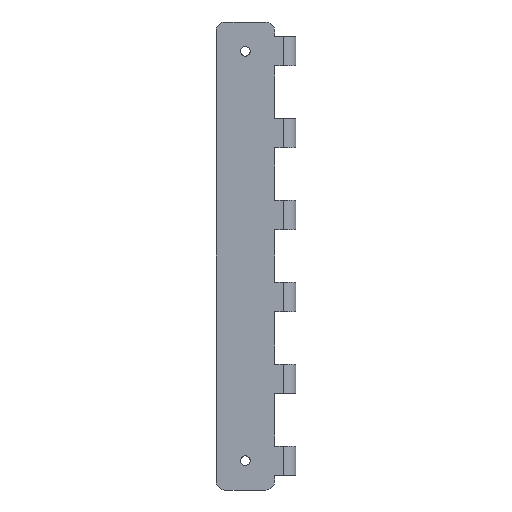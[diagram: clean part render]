
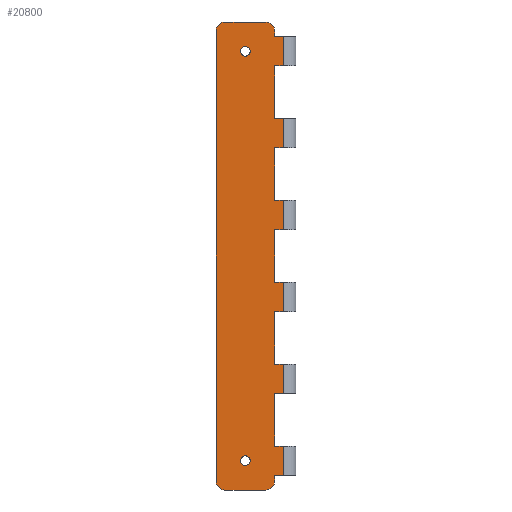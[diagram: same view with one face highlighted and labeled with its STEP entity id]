
A CAD part, left-side view. The second image highlights one B-rep face of the part: STEP entity #20800.
In plain terms, the highlighted planar face has unit normal (-1, 0, 0).
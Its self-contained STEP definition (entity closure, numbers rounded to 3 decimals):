
#480=CARTESIAN_POINT('',(0.,11.,-336.));
#490=DIRECTION('',(0.,0.,-1.));
#500=VECTOR('',#490,1.);
#510=LINE('',#480,#500);
#520=CARTESIAN_POINT('',(0.,11.,-318.5));
#530=VERTEX_POINT('',#520);
#540=CARTESIAN_POINT('',(0.,11.,-321.5));
#550=VERTEX_POINT('',#540);
#560=EDGE_CURVE('',#530,#550,#510,.T.);
#1360=CARTESIAN_POINT('',(0.,6.5,-276.5));
#1370=VERTEX_POINT('',#1360);
#1400=CARTESIAN_POINT('',(0.,6.5,-294.));
#1410=DIRECTION('',(0.,0.,1.));
#1420=VECTOR('',#1410,1.);
#1430=LINE('',#1400,#1420);
#1440=CARTESIAN_POINT('',(0.,6.5,-261.5));
#1450=VERTEX_POINT('',#1440);
#1460=EDGE_CURVE('',#1370,#1450,#1430,.T.);
#1630=CARTESIAN_POINT('',(0.,36.5,-321.5));
#1640=DIRECTION('',(-1.,0.,0.));
#1650=DIRECTION('',(0.,1.,0.));
#1660=AXIS2_PLACEMENT_3D('',#1630,#1640,#1650);
#1670=CIRCLE('',#1660,4.5);
#1680=CARTESIAN_POINT('',(0.,41.,-321.5));
#1690=VERTEX_POINT('',#1680);
#1700=CARTESIAN_POINT('',(0.,36.5,-326.));
#1710=VERTEX_POINT('',#1700);
#1720=EDGE_CURVE('',#1690,#1710,#1670,.T.);
#2090=CARTESIAN_POINT('',(0.,11.,-303.5));
#2100=VERTEX_POINT('',#2090);
#2150=CARTESIAN_POINT('',(0.,11.,-294.));
#2160=DIRECTION('',(0.,0.,-1.));
#2170=VECTOR('',#2160,1.);
#2180=LINE('',#2150,#2170);
#2190=CARTESIAN_POINT('',(0.,11.,-276.5));
#2200=VERTEX_POINT('',#2190);
#2210=EDGE_CURVE('',#2200,#2100,#2180,.T.);
#2460=CARTESIAN_POINT('',(0.,0.,-326.));
#2470=DIRECTION('',(0.,1.,0.));
#2480=VECTOR('',#2470,1.);
#2490=LINE('',#2460,#2480);
#2500=CARTESIAN_POINT('',(0.,15.5,-326.));
#2510=VERTEX_POINT('',#2500);
#2520=EDGE_CURVE('',#2510,#1710,#2490,.T.);
#2840=CARTESIAN_POINT('',(0.,15.5,-321.5));
#2850=DIRECTION('',(1.,0.,0.));
#2860=DIRECTION('',(0.,-1.,0.));
#2870=AXIS2_PLACEMENT_3D('',#2840,#2850,#2860);
#2880=CIRCLE('',#2870,4.5);
#2890=EDGE_CURVE('',#550,#2510,#2880,.T.);
#3040=CARTESIAN_POINT('',(0.,26.,-313.5));
#3050=VERTEX_POINT('',#3040);
#3230=CARTESIAN_POINT('',(0.,26.,-308.5));
#3240=VERTEX_POINT('',#3230);
#3270=CARTESIAN_POINT('',(0.,26.,-311.));
#3280=DIRECTION('',(1.,0.,0.));
#3290=DIRECTION('',(0.,0.,-1.));
#3300=AXIS2_PLACEMENT_3D('',#3270,#3280,#3290);
#3310=CIRCLE('',#3300,2.5);
#3320=EDGE_CURVE('',#3240,#3050,#3310,.T.);
#3570=CARTESIAN_POINT('',(0.,6.5,-234.5));
#3580=VERTEX_POINT('',#3570);
#3610=CARTESIAN_POINT('',(0.,6.5,-252.));
#3620=DIRECTION('',(0.,0.,1.));
#3630=VECTOR('',#3620,1.);
#3640=LINE('',#3610,#3630);
#3650=CARTESIAN_POINT('',(0.,6.5,-219.5));
#3660=VERTEX_POINT('',#3650);
#3670=EDGE_CURVE('',#3580,#3660,#3640,.T.);
#3990=CARTESIAN_POINT('',(0.,6.5,-318.5));
#4000=VERTEX_POINT('',#3990);
#4030=CARTESIAN_POINT('',(0.,6.5,-336.));
#4040=DIRECTION('',(0.,0.,1.));
#4050=VECTOR('',#4040,1.);
#4060=LINE('',#4030,#4050);
#4070=CARTESIAN_POINT('',(0.,6.5,-303.5));
#4080=VERTEX_POINT('',#4070);
#4090=EDGE_CURVE('',#4000,#4080,#4060,.T.);
#7270=CARTESIAN_POINT('',(0.,11.,-234.5));
#7280=VERTEX_POINT('',#7270);
#7310=CARTESIAN_POINT('',(0.,0.,-234.5));
#7320=DIRECTION('',(0.,1.,0.));
#7330=VECTOR('',#7320,1.);
#7340=LINE('',#7310,#7330);
#7350=EDGE_CURVE('',#3580,#7280,#7340,.T.);
#7640=CARTESIAN_POINT('',(0.,11.,-261.5));
#7650=VERTEX_POINT('',#7640);
#7680=CARTESIAN_POINT('',(0.,11.,-252.));
#7690=DIRECTION('',(0.,0.,-1.));
#7700=VECTOR('',#7690,1.);
#7710=LINE('',#7680,#7700);
#7720=EDGE_CURVE('',#7280,#7650,#7710,.T.);
#8950=CARTESIAN_POINT('',(0.,0.,-219.5));
#8960=DIRECTION('',(0.,-1.,0.));
#8970=VECTOR('',#8960,1.);
#8980=LINE('',#8950,#8970);
#8990=CARTESIAN_POINT('',(0.,11.,-219.5));
#9000=VERTEX_POINT('',#8990);
#9010=EDGE_CURVE('',#9000,#3660,#8980,.T.);
#9820=CARTESIAN_POINT('',(0.,0.,-318.5));
#9830=DIRECTION('',(0.,1.,0.));
#9840=VECTOR('',#9830,1.);
#9850=LINE('',#9820,#9840);
#9860=EDGE_CURVE('',#4000,#530,#9850,.T.);
#10420=CARTESIAN_POINT('',(0.,0.,-303.5));
#10430=DIRECTION('',(0.,-1.,0.));
#10440=VECTOR('',#10430,1.);
#10450=LINE('',#10420,#10440);
#10460=EDGE_CURVE('',#2100,#4080,#10450,.T.);
#11070=CARTESIAN_POINT('',(0.,11.,-90.5));
#11080=VERTEX_POINT('',#11070);
#11160=CARTESIAN_POINT('',(0.,11.,-93.5));
#11170=VERTEX_POINT('',#11160);
#11200=CARTESIAN_POINT('',(0.,11.,-76.));
#11210=DIRECTION('',(0.,0.,1.));
#11220=VECTOR('',#11210,1.);
#11230=LINE('',#11200,#11220);
#11240=EDGE_CURVE('',#11170,#11080,#11230,.T.);
#11640=CARTESIAN_POINT('',(0.,11.,-108.5));
#11650=VERTEX_POINT('',#11640);
#11680=CARTESIAN_POINT('',(0.,0.,-108.5));
#11690=DIRECTION('',(0.,-1.,0.));
#11700=VECTOR('',#11690,1.);
#11710=LINE('',#11680,#11700);
#11720=CARTESIAN_POINT('',(0.,6.5,-108.5));
#11730=VERTEX_POINT('',#11720);
#11740=EDGE_CURVE('',#11650,#11730,#11710,.T.);
#12620=CARTESIAN_POINT('',(0.,6.5,-93.5));
#12630=VERTEX_POINT('',#12620);
#12660=CARTESIAN_POINT('',(0.,0.,-93.5));
#12670=DIRECTION('',(0.,1.,0.));
#12680=VECTOR('',#12670,1.);
#12690=LINE('',#12660,#12680);
#12700=EDGE_CURVE('',#12630,#11170,#12690,.T.);
#13930=CARTESIAN_POINT('',(0.,11.,-192.5));
#13940=VERTEX_POINT('',#13930);
#13970=CARTESIAN_POINT('',(0.,0.,-192.5));
#13980=DIRECTION('',(0.,-1.,0.));
#13990=VECTOR('',#13980,1.);
#14000=LINE('',#13970,#13990);
#14010=CARTESIAN_POINT('',(0.,6.5,-192.5));
#14020=VERTEX_POINT('',#14010);
#14030=EDGE_CURVE('',#13940,#14020,#14000,.T.);
#15260=CARTESIAN_POINT('',(0.,11.,-177.5));
#15270=VERTEX_POINT('',#15260);
#15300=CARTESIAN_POINT('',(0.,11.,-160.));
#15310=DIRECTION('',(0.,0.,1.));
#15320=VECTOR('',#15310,1.);
#15330=LINE('',#15300,#15320);
#15340=CARTESIAN_POINT('',(0.,11.,-150.5));
#15350=VERTEX_POINT('',#15340);
#15360=EDGE_CURVE('',#15270,#15350,#15330,.T.);
#15590=CARTESIAN_POINT('',(0.,6.5,-177.5));
#15600=VERTEX_POINT('',#15590);
#15630=CARTESIAN_POINT('',(0.,0.,-177.5));
#15640=DIRECTION('',(0.,1.,0.));
#15650=VECTOR('',#15640,1.);
#15660=LINE('',#15630,#15650);
#15670=EDGE_CURVE('',#15600,#15270,#15660,.T.);
#16130=CARTESIAN_POINT('',(0.,6.5,-76.));
#16140=DIRECTION('',(0.,0.,-1.));
#16150=VECTOR('',#16140,1.);
#16160=LINE('',#16130,#16150);
#16170=EDGE_CURVE('',#12630,#11730,#16160,.T.);
#16300=CARTESIAN_POINT('',(0.,6.5,-160.));
#16310=DIRECTION('',(0.,0.,-1.));
#16320=VECTOR('',#16310,1.);
#16330=LINE('',#16300,#16320);
#16340=EDGE_CURVE('',#15600,#14020,#16330,.T.);
#16500=CARTESIAN_POINT('',(0.,26.,-103.5));
#16510=VERTEX_POINT('',#16500);
#16590=CARTESIAN_POINT('',(0.,26.,-98.5));
#16600=VERTEX_POINT('',#16590);
#16630=CARTESIAN_POINT('',(0.,26.,-101.));
#16640=DIRECTION('',(-1.,0.,0.));
#16650=DIRECTION('',(0.,0.,1.));
#16660=AXIS2_PLACEMENT_3D('',#16630,#16640,#16650);
#16670=CIRCLE('',#16660,2.5);
#16680=EDGE_CURVE('',#16510,#16600,#16670,.T.);
#16790=CARTESIAN_POINT('',(0.,15.5,-90.5));
#16800=DIRECTION('',(-1.,0.,0.));
#16810=DIRECTION('',(0.,-1.,0.));
#16820=AXIS2_PLACEMENT_3D('',#16790,#16800,#16810);
#16830=CIRCLE('',#16820,4.5);
#16840=CARTESIAN_POINT('',(0.,15.5,-86.));
#16850=VERTEX_POINT('',#16840);
#16860=EDGE_CURVE('',#11080,#16850,#16830,.T.);
#17050=CARTESIAN_POINT('',(0.,0.,-86.));
#17060=DIRECTION('',(0.,1.,0.));
#17070=VECTOR('',#17060,1.);
#17080=LINE('',#17050,#17070);
#17090=CARTESIAN_POINT('',(0.,36.5,-86.));
#17100=VERTEX_POINT('',#17090);
#17110=EDGE_CURVE('',#16850,#17100,#17080,.T.);
#17320=CARTESIAN_POINT('',(0.,11.,-135.5));
#17330=VERTEX_POINT('',#17320);
#17360=CARTESIAN_POINT('',(0.,11.,-118.));
#17370=DIRECTION('',(0.,0.,1.));
#17380=VECTOR('',#17370,1.);
#17390=LINE('',#17360,#17380);
#17400=EDGE_CURVE('',#17330,#11650,#17390,.T.);
#17550=CARTESIAN_POINT('',(0.,41.,-90.5));
#17560=VERTEX_POINT('',#17550);
#17610=CARTESIAN_POINT('',(0.,36.5,-90.5));
#17620=DIRECTION('',(1.,0.,0.));
#17630=DIRECTION('',(0.,1.,0.));
#17640=AXIS2_PLACEMENT_3D('',#17610,#17620,#17630);
#17650=CIRCLE('',#17640,4.5);
#17660=EDGE_CURVE('',#17560,#17100,#17650,.T.);
#17810=CARTESIAN_POINT('',(0.,6.5,-150.5));
#17820=VERTEX_POINT('',#17810);
#17870=CARTESIAN_POINT('',(0.,6.5,-118.));
#17880=DIRECTION('',(0.,0.,-1.));
#17890=VECTOR('',#17880,1.);
#17900=LINE('',#17870,#17890);
#17910=CARTESIAN_POINT('',(0.,6.5,-135.5));
#17920=VERTEX_POINT('',#17910);
#17930=EDGE_CURVE('',#17920,#17820,#17900,.T.);
#18180=EDGE_CURVE('',#3050,#3240,#3310,.T.);
#18330=EDGE_CURVE('',#16600,#16510,#16670,.T.);
#18450=CARTESIAN_POINT('',(0.,11.,-210.));
#18460=DIRECTION('',(0.,0.,-1.));
#18470=VECTOR('',#18460,1.);
#18480=LINE('',#18450,#18470);
#18490=EDGE_CURVE('',#13940,#9000,#18480,.T.);
#18700=CARTESIAN_POINT('',(0.,0.,-261.5));
#18710=DIRECTION('',(0.,-1.,0.));
#18720=VECTOR('',#18710,1.);
#18730=LINE('',#18700,#18720);
#18740=EDGE_CURVE('',#7650,#1450,#18730,.T.);
#19690=CARTESIAN_POINT('',(0.,41.,-126.));
#19700=DIRECTION('',(0.,0.,-1.));
#19710=VECTOR('',#19700,1.);
#19720=LINE('',#19690,#19710);
#19730=EDGE_CURVE('',#17560,#1690,#19720,.T.);
#19930=CARTESIAN_POINT('',(0.,0.,-276.5));
#19940=DIRECTION('',(0.,1.,0.));
#19950=VECTOR('',#19940,1.);
#19960=LINE('',#19930,#19950);
#19970=EDGE_CURVE('',#1370,#2200,#19960,.T.);
#20230=CARTESIAN_POINT('',(0.,6.5,-126.));
#20240=DIRECTION('',(-1.,0.,0.));
#20250=DIRECTION('',(0.,1.,0.));
#20260=AXIS2_PLACEMENT_3D('',#20230,#20240,#20250);
#20270=PLANE('',#20260);
#20280=ORIENTED_EDGE('',*,*,#1720,.T.);
#20290=ORIENTED_EDGE('',*,*,#19730,.T.);
#20300=ORIENTED_EDGE('',*,*,#17660,.F.);
#20310=ORIENTED_EDGE('',*,*,#17110,.T.);
#20320=ORIENTED_EDGE('',*,*,#16860,.T.);
#20330=ORIENTED_EDGE('',*,*,#11240,.T.);
#20340=ORIENTED_EDGE('',*,*,#12700,.T.);
#20350=ORIENTED_EDGE('',*,*,#16170,.F.);
#20360=ORIENTED_EDGE('',*,*,#11740,.T.);
#20370=ORIENTED_EDGE('',*,*,#17400,.T.);
#20380=CARTESIAN_POINT('',(0.,0.,-135.5));
#20390=DIRECTION('',(0.,1.,0.));
#20400=VECTOR('',#20390,1.);
#20410=LINE('',#20380,#20400);
#20420=EDGE_CURVE('',#17920,#17330,#20410,.T.);
#20430=ORIENTED_EDGE('',*,*,#20420,.T.);
#20440=ORIENTED_EDGE('',*,*,#17930,.F.);
#20450=CARTESIAN_POINT('',(0.,0.,-150.5));
#20460=DIRECTION('',(0.,-1.,0.));
#20470=VECTOR('',#20460,1.);
#20480=LINE('',#20450,#20470);
#20490=EDGE_CURVE('',#15350,#17820,#20480,.T.);
#20500=ORIENTED_EDGE('',*,*,#20490,.T.);
#20510=ORIENTED_EDGE('',*,*,#15360,.T.);
#20520=ORIENTED_EDGE('',*,*,#15670,.T.);
#20530=ORIENTED_EDGE('',*,*,#16340,.F.);
#20540=ORIENTED_EDGE('',*,*,#14030,.T.);
#20550=ORIENTED_EDGE('',*,*,#18490,.F.);
#20560=ORIENTED_EDGE('',*,*,#9010,.F.);
#20570=ORIENTED_EDGE('',*,*,#3670,.T.);
#20580=ORIENTED_EDGE('',*,*,#7350,.F.);
#20590=ORIENTED_EDGE('',*,*,#7720,.F.);
#20600=ORIENTED_EDGE('',*,*,#18740,.F.);
#20610=ORIENTED_EDGE('',*,*,#1460,.T.);
#20620=ORIENTED_EDGE('',*,*,#19970,.F.);
#20630=ORIENTED_EDGE('',*,*,#2210,.F.);
#20640=ORIENTED_EDGE('',*,*,#10460,.F.);
#20650=ORIENTED_EDGE('',*,*,#4090,.T.);
#20660=ORIENTED_EDGE('',*,*,#9860,.F.);
#20670=ORIENTED_EDGE('',*,*,#560,.F.);
#20680=ORIENTED_EDGE('',*,*,#2890,.F.);
#20690=ORIENTED_EDGE('',*,*,#2520,.F.);
#20700=EDGE_LOOP('',(#20690,#20680,#20670,#20660,#20650,#20640,#20630,
#20620,#20610,#20600,#20590,#20580,#20570,#20560,#20550,#20540,#20530,
#20520,#20510,#20500,#20440,#20430,#20370,#20360,#20350,#20340,#20330,
#20320,#20310,#20300,#20290,#20280));
#20710=FACE_OUTER_BOUND('',#20700,.T.);
#20720=ORIENTED_EDGE('',*,*,#18180,.T.);
#20730=ORIENTED_EDGE('',*,*,#3320,.T.);
#20740=EDGE_LOOP('',(#20730,#20720));
#20750=FACE_BOUND('',#20740,.T.);
#20760=ORIENTED_EDGE('',*,*,#18330,.F.);
#20770=ORIENTED_EDGE('',*,*,#16680,.F.);
#20780=EDGE_LOOP('',(#20770,#20760));
#20790=FACE_BOUND('',#20780,.T.);
#20800=ADVANCED_FACE('',(#20710,#20750,#20790),#20270,.T.);
